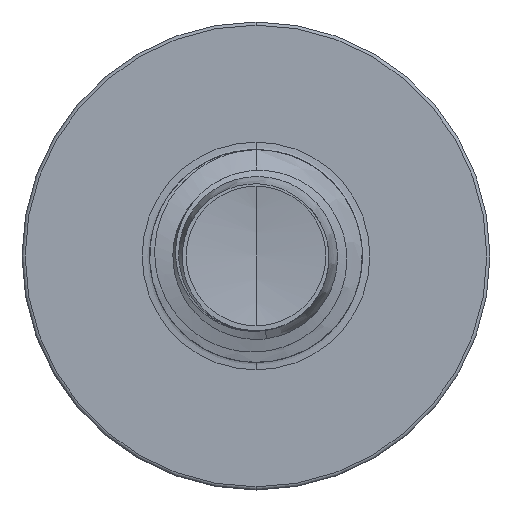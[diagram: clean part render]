
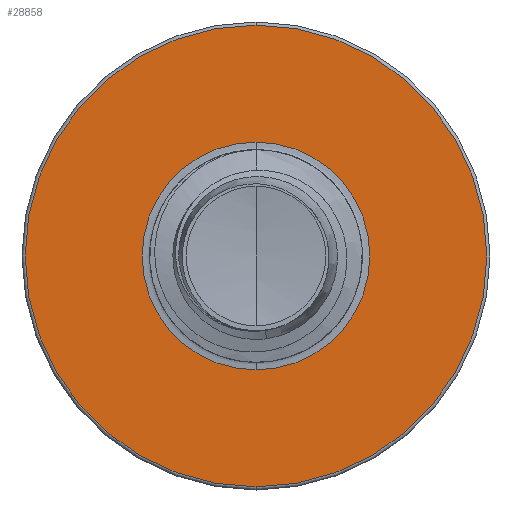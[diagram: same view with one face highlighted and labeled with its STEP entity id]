
A CAD part, front view. The second image highlights one B-rep face of the part: STEP entity #28858.
In plain terms, the highlighted planar face has unit normal (0, -1, 0).
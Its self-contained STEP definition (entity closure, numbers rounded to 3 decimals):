
#1776 = FACE_OUTER_BOUND ( 'NONE', #35130, .T. ) ;
#2217 = VERTEX_POINT ( 'NONE', #13308 ) ;
#2662 = FACE_BOUND ( 'NONE', #31602, .T. ) ;
#3301 = CARTESIAN_POINT ( 'NONE',  ( 0., 16., 0. ) ) ;
#4723 = CARTESIAN_POINT ( 'NONE',  ( 0., 16., 0. ) ) ;
#5142 = AXIS2_PLACEMENT_3D ( 'NONE', #6908, #26527, #9713 ) ;
#5541 = VERTEX_POINT ( 'NONE', #29361 ) ;
#6135 = DIRECTION ( 'NONE',  ( 0., 0., 1. ) ) ;
#6205 = AXIS2_PLACEMENT_3D ( 'NONE', #3301, #22937, #6135 ) ;
#6254 = CIRCLE ( 'NONE', #28832, 2.677 ) ;
#6533 = AXIS2_PLACEMENT_3D ( 'NONE', #27322, #30166, #13315 ) ;
#6908 = CARTESIAN_POINT ( 'NONE',  ( 0., 16., 0. ) ) ;
#7070 = VERTEX_POINT ( 'NONE', #23787 ) ;
#7181 = EDGE_CURVE ( 'NONE', #7070, #11739, #12508, .T. ) ;
#7508 = DIRECTION ( 'NONE',  ( 0., 0., 1. ) ) ;
#7554 = ORIENTED_EDGE ( 'NONE', *, *, #7181, .F. ) ;
#7680 = CARTESIAN_POINT ( 'NONE',  ( 0., 16., 5.425 ) ) ;
#7688 = PLANE ( 'NONE',  #6533 ) ;
#9713 = DIRECTION ( 'NONE',  ( 0., 0., 1. ) ) ;
#11739 = VERTEX_POINT ( 'NONE', #7680 ) ;
#12508 = CIRCLE ( 'NONE', #28714, 5.425 ) ;
#12710 = DIRECTION ( 'NONE',  ( 0., 1., 0. ) ) ;
#13308 = CARTESIAN_POINT ( 'NONE',  ( 0., 16., 2.677 ) ) ;
#13315 = DIRECTION ( 'NONE',  ( 0., 0., 1. ) ) ;
#15064 = ORIENTED_EDGE ( 'NONE', *, *, #16031, .F. ) ;
#15512 = CIRCLE ( 'NONE', #6205, 5.425 ) ;
#16031 = EDGE_CURVE ( 'NONE', #11739, #7070, #15512, .T. ) ;
#18481 = CIRCLE ( 'NONE', #5142, 2.677 ) ;
#19700 = ORIENTED_EDGE ( 'NONE', *, *, #32939, .T. ) ;
#22937 = DIRECTION ( 'NONE',  ( 0., 1., 0. ) ) ;
#23787 = CARTESIAN_POINT ( 'NONE',  ( 0., 16., -5.425 ) ) ;
#24110 = EDGE_CURVE ( 'NONE', #5541, #2217, #6254, .T. ) ;
#24314 = DIRECTION ( 'NONE',  ( 0., 1., 0. ) ) ;
#26527 = DIRECTION ( 'NONE',  ( 0., 1., 0. ) ) ;
#27322 = CARTESIAN_POINT ( 'NONE',  ( 0., 16., -2.677 ) ) ;
#28714 = AXIS2_PLACEMENT_3D ( 'NONE', #29564, #12710, #32406 ) ;
#28832 = AXIS2_PLACEMENT_3D ( 'NONE', #4723, #24314, #7508 ) ;
#28858 = ADVANCED_FACE ( 'NONE', ( #1776, #2662 ), #7688, .F. ) ;
#29361 = CARTESIAN_POINT ( 'NONE',  ( 0., 16., -2.677 ) ) ;
#29564 = CARTESIAN_POINT ( 'NONE',  ( 0., 16., 0. ) ) ;
#30166 = DIRECTION ( 'NONE',  ( 0., 1., 0. ) ) ;
#31602 = EDGE_LOOP ( 'NONE', ( #19700, #34642 ) ) ;
#32406 = DIRECTION ( 'NONE',  ( 0., 0., 1. ) ) ;
#32939 = EDGE_CURVE ( 'NONE', #2217, #5541, #18481, .T. ) ;
#34642 = ORIENTED_EDGE ( 'NONE', *, *, #24110, .T. ) ;
#35130 = EDGE_LOOP ( 'NONE', ( #15064, #7554 ) ) ;
